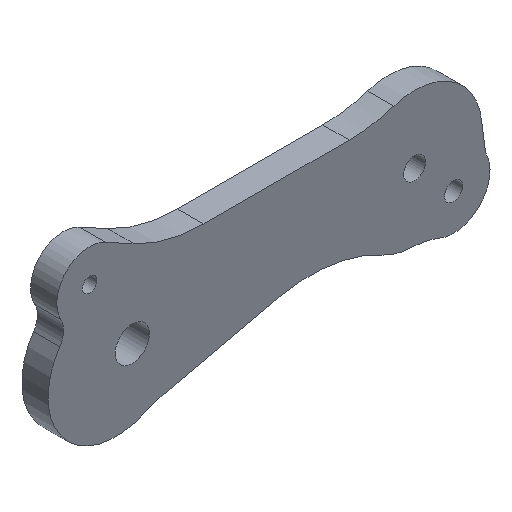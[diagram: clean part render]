
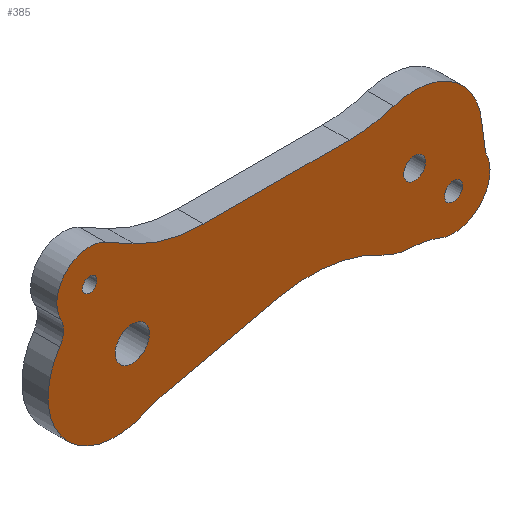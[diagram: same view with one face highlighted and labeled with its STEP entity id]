
A CAD part, isometric view. The second image highlights one B-rep face of the part: STEP entity #385.
In plain terms, the highlighted planar face has unit normal (0, -1, 0).
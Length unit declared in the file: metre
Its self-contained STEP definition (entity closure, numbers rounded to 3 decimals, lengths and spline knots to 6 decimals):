
#16=PLANE('',#437);
#22=LINE('',#604,#45);
#32=LINE('',#635,#55);
#34=LINE('',#643,#57);
#38=LINE('',#667,#61);
#45=VECTOR('',#477,1.);
#55=VECTOR('',#501,1.);
#57=VECTOR('',#511,1.);
#61=VECTOR('',#535,1.);
#108=ORIENTED_EDGE('',*,*,#172,.T.);
#109=ORIENTED_EDGE('',*,*,#211,.T.);
#110=ORIENTED_EDGE('',*,*,#176,.T.);
#111=ORIENTED_EDGE('',*,*,#212,.T.);
#112=ORIENTED_EDGE('',*,*,#178,.F.);
#113=ORIENTED_EDGE('',*,*,#213,.T.);
#114=ORIENTED_EDGE('',*,*,#184,.T.);
#115=ORIENTED_EDGE('',*,*,#214,.T.);
#116=ORIENTED_EDGE('',*,*,#186,.T.);
#117=ORIENTED_EDGE('',*,*,#192,.F.);
#118=ORIENTED_EDGE('',*,*,#195,.T.);
#119=ORIENTED_EDGE('',*,*,#215,.T.);
#120=ORIENTED_EDGE('',*,*,#196,.F.);
#121=ORIENTED_EDGE('',*,*,#216,.T.);
#122=ORIENTED_EDGE('',*,*,#206,.F.);
#123=ORIENTED_EDGE('',*,*,#204,.F.);
#124=ORIENTED_EDGE('',*,*,#202,.F.);
#125=ORIENTED_EDGE('',*,*,#200,.F.);
#126=ORIENTED_EDGE('',*,*,#209,.F.);
#172=EDGE_CURVE('',#226,#225,#262,.T.);
#176=EDGE_CURVE('',#230,#229,#264,.T.);
#178=EDGE_CURVE('',#231,#232,#22,.T.);
#184=EDGE_CURVE('',#238,#237,#266,.T.);
#186=EDGE_CURVE('',#239,#240,#267,.T.);
#192=EDGE_CURVE('',#244,#240,#32,.T.);
#195=EDGE_CURVE('',#244,#246,#270,.T.);
#196=EDGE_CURVE('',#247,#248,#34,.T.);
#200=EDGE_CURVE('',#251,#251,#271,.T.);
#202=EDGE_CURVE('',#253,#253,#273,.T.);
#204=EDGE_CURVE('',#255,#255,#275,.T.);
#206=EDGE_CURVE('',#226,#257,#38,.T.);
#209=EDGE_CURVE('',#259,#259,#277,.T.);
#211=EDGE_CURVE('',#225,#230,#279,.F.);
#212=EDGE_CURVE('',#229,#232,#280,.F.);
#213=EDGE_CURVE('',#231,#238,#281,.F.);
#214=EDGE_CURVE('',#237,#239,#282,.F.);
#215=EDGE_CURVE('',#246,#248,#283,.F.);
#216=EDGE_CURVE('',#247,#257,#284,.F.);
#225=VERTEX_POINT('',#590);
#226=VERTEX_POINT('',#592);
#229=VERTEX_POINT('',#599);
#230=VERTEX_POINT('',#601);
#231=VERTEX_POINT('',#605);
#232=VERTEX_POINT('',#606);
#237=VERTEX_POINT('',#617);
#238=VERTEX_POINT('',#619);
#239=VERTEX_POINT('',#623);
#240=VERTEX_POINT('',#624);
#244=VERTEX_POINT('',#634);
#246=VERTEX_POINT('',#640);
#247=VERTEX_POINT('',#644);
#248=VERTEX_POINT('',#645);
#251=VERTEX_POINT('',#653);
#253=VERTEX_POINT('',#658);
#255=VERTEX_POINT('',#663);
#257=VERTEX_POINT('',#668);
#259=VERTEX_POINT('',#674);
#262=CIRCLE('',#408,0.0045);
#264=CIRCLE('',#411,0.0093);
#266=CIRCLE('',#415,0.009249);
#267=CIRCLE('',#417,0.005);
#270=CIRCLE('',#422,0.009249);
#271=CIRCLE('',#425,0.0015);
#273=CIRCLE('',#428,0.00235);
#275=CIRCLE('',#431,0.001);
#277=CIRCLE('',#435,0.00125);
#279=CIRCLE('',#438,0.003);
#280=CIRCLE('',#439,0.01);
#281=CIRCLE('',#440,0.02);
#282=CIRCLE('',#441,0.01);
#283=CIRCLE('',#442,0.02);
#284=CIRCLE('',#443,0.02);
#308=EDGE_LOOP('',(#108,#109,#110,#111,#112,#113,#114,#115,#116,#117,#118,
#119,#120,#121,#122));
#309=EDGE_LOOP('',(#123));
#310=EDGE_LOOP('',(#124));
#311=EDGE_LOOP('',(#125));
#312=EDGE_LOOP('',(#126));
#341=FACE_BOUND('',#308,.T.);
#342=FACE_BOUND('',#309,.T.);
#343=FACE_BOUND('',#310,.T.);
#344=FACE_BOUND('',#311,.T.);
#345=FACE_BOUND('',#312,.T.);
#385=ADVANCED_FACE('',(#341,#342,#343,#344,#345),#16,.T.);
#408=AXIS2_PLACEMENT_3D('',#591,#464,#465);
#411=AXIS2_PLACEMENT_3D('',#600,#472,#473);
#415=AXIS2_PLACEMENT_3D('',#618,#486,#487);
#417=AXIS2_PLACEMENT_3D('',#622,#491,#492);
#422=AXIS2_PLACEMENT_3D('',#641,#507,#508);
#425=AXIS2_PLACEMENT_3D('',#652,#517,#518);
#428=AXIS2_PLACEMENT_3D('',#657,#523,#524);
#431=AXIS2_PLACEMENT_3D('',#662,#529,#530);
#435=AXIS2_PLACEMENT_3D('',#673,#540,#541);
#437=AXIS2_PLACEMENT_3D('',#677,#544,#545);
#438=AXIS2_PLACEMENT_3D('',#678,#546,#547);
#439=AXIS2_PLACEMENT_3D('',#679,#548,#549);
#440=AXIS2_PLACEMENT_3D('',#680,#550,#551);
#441=AXIS2_PLACEMENT_3D('',#681,#552,#553);
#442=AXIS2_PLACEMENT_3D('',#682,#554,#555);
#443=AXIS2_PLACEMENT_3D('',#683,#556,#557);
#464=DIRECTION('',(0.,-1.,0.));
#465=DIRECTION('',(0.,0.,-1.));
#472=DIRECTION('',(0.,-1.,0.));
#473=DIRECTION('',(0.,0.,-1.));
#477=DIRECTION('',(-0.975,0.,-0.221));
#486=DIRECTION('',(0.,-1.,0.));
#487=DIRECTION('',(0.,0.,-1.));
#491=DIRECTION('',(0.,-1.,0.));
#492=DIRECTION('',(0.,0.,-1.));
#501=DIRECTION('',(0.132,0.,-0.991));
#507=DIRECTION('',(0.,-1.,0.));
#508=DIRECTION('',(0.,0.,-1.));
#511=DIRECTION('',(1.,0.,0.));
#517=DIRECTION('',(0.,-1.,0.));
#518=DIRECTION('',(0.,0.,-1.));
#523=DIRECTION('',(0.,-1.,0.));
#524=DIRECTION('',(0.,0.,-1.));
#529=DIRECTION('',(0.,-1.,0.));
#530=DIRECTION('',(0.,0.,-1.));
#535=DIRECTION('',(0.878,0.,-0.478));
#540=DIRECTION('',(0.,-1.,0.));
#541=DIRECTION('',(0.,0.,-1.));
#544=DIRECTION('',(0.,-1.,0.));
#545=DIRECTION('',(1.,0.,0.));
#546=DIRECTION('',(0.,-1.,0.));
#547=DIRECTION('',(0.,0.,-1.));
#548=DIRECTION('',(0.,-1.,0.));
#549=DIRECTION('',(0.,0.,-1.));
#550=DIRECTION('',(0.,-1.,0.));
#551=DIRECTION('',(0.,0.,-1.));
#552=DIRECTION('',(0.,-1.,0.));
#553=DIRECTION('',(0.,0.,-1.));
#554=DIRECTION('',(0.,-1.,0.));
#555=DIRECTION('',(0.,0.,-1.));
#556=DIRECTION('',(0.,-1.,0.));
#557=DIRECTION('',(0.,0.,-1.));
#590=CARTESIAN_POINT('',(-0.046809,-0.0036,0.020221));
#591=CARTESIAN_POINT('',(-0.042876,-0.0036,0.022407));
#592=CARTESIAN_POINT('',(-0.040725,-0.0036,0.02636));
#599=CARTESIAN_POINT('',(-0.035221,-0.0036,0.003454));
#600=CARTESIAN_POINT('',(-0.039278,-0.0036,0.011822));
#601=CARTESIAN_POINT('',(-0.046955,-0.0036,0.017071));
#604=CARTESIAN_POINT('',(-0.020562,-0.0036,0.007049));
#605=CARTESIAN_POINT('',(-0.016905,-0.0036,0.007879));
#606=CARTESIAN_POINT('',(-0.033074,-0.0036,0.004207));
#617=CARTESIAN_POINT('',(0.001497,-0.0036,0.004701));
#618=CARTESIAN_POINT('',(0.001724,-0.0036,0.013947));
#619=CARTESIAN_POINT('',(-0.002766,-0.0036,0.005861));
#622=CARTESIAN_POINT('',(0.007064,-0.0036,0.008532));
#623=CARTESIAN_POINT('',(0.005127,-0.0036,0.003922));
#624=CARTESIAN_POINT('',(0.011449,-0.0036,0.010935));
#634=CARTESIAN_POINT('',(0.010934,-0.0036,0.0148));
#635=CARTESIAN_POINT('',(0.011347,-0.0036,0.011697));
#640=CARTESIAN_POINT('',(-0.00112,-0.0036,0.022748));
#641=CARTESIAN_POINT('',(0.001724,-0.0036,0.013947));
#643=CARTESIAN_POINT('',(-0.017751,-0.0036,0.021779));
#644=CARTESIAN_POINT('',(-0.027217,-0.0036,0.021779));
#645=CARTESIAN_POINT('',(-0.007269,-0.0036,0.021779));
#652=CARTESIAN_POINT('',(0.001724,-0.0036,0.013947));
#653=CARTESIAN_POINT('',(0.001724,-0.0036,0.012447));
#657=CARTESIAN_POINT('',(-0.037016,-0.0036,0.012459));
#658=CARTESIAN_POINT('',(-0.037016,-0.0036,0.010109));
#662=CARTESIAN_POINT('',(-0.042876,-0.0036,0.022407));
#663=CARTESIAN_POINT('',(-0.042876,-0.0036,0.021407));
#667=CARTESIAN_POINT('',(-0.036516,-0.0036,0.024069));
#668=CARTESIAN_POINT('',(-0.036776,-0.0036,0.024211));
#673=CARTESIAN_POINT('',(0.007064,-0.0036,0.008532));
#674=CARTESIAN_POINT('',(0.007064,-0.0036,0.007282));
#677=CARTESIAN_POINT('',(-0.000177,-0.0036,0.014715));
#678=CARTESIAN_POINT('',(-0.049432,-0.0036,0.018764));
#679=CARTESIAN_POINT('',(-0.030859,-0.0036,-0.005545));
#680=CARTESIAN_POINT('',(-0.012475,-0.0036,-0.011624));
#681=CARTESIAN_POINT('',(0.001252,-0.0036,-0.005296));
#682=CARTESIAN_POINT('',(-0.007269,-0.0036,0.041779));
#683=CARTESIAN_POINT('',(-0.027217,-0.0036,0.041779));
